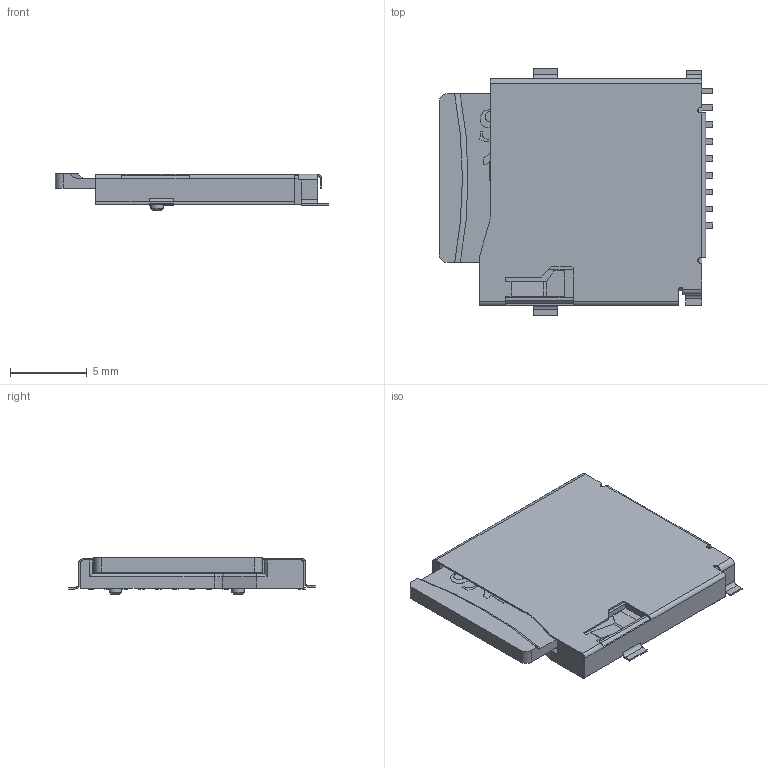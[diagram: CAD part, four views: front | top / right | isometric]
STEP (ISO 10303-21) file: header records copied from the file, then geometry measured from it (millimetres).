
FILE_DESCRIPTION(('FreeCAD Model'),'2;1');
FILE_NAME('TF-01A.step', '2020-04-18T01:57:59',('Author'),(''), 'Open CASCADE STEP processor 7.3','FreeCAD','Unknown');
FILE_SCHEMA(('AUTOMOTIVE_DESIGN { 1 0 10303 214 1 1 1 1 }'));
Length unit declared in the file: millimetre
Products named in the file (12): RefinedBody; RefinedFrame; Pin7; Pin8; Pin9; MicroSD; Pin1; Pin5; Pin6; Pin2; Pin3; Pin4
Bounding box: 17.82 x 16.1 x 2.4 mm (x, y, z)
Volume: 383.5 mm3; surface area: 1421.2 mm2
Topology: 12 solids, 12 shells, 636 faces, 1715 edges, 1135 vertices
Faces by surface type: plane 400, bspline 120, cylinder 112, cone 3, torus 1
Full cylindrical faces by diameter (mm): 0.8 x2
Entity records: 26890 total; most frequent: CARTESIAN_POINT 8707, ORIENTED_EDGE 3430, DIRECTION 2730, EDGE_CURVE 1715, LINE 1242, VECTOR 1242, VERTEX_POINT 1135, AXIS2_PLACEMENT_3D 744
